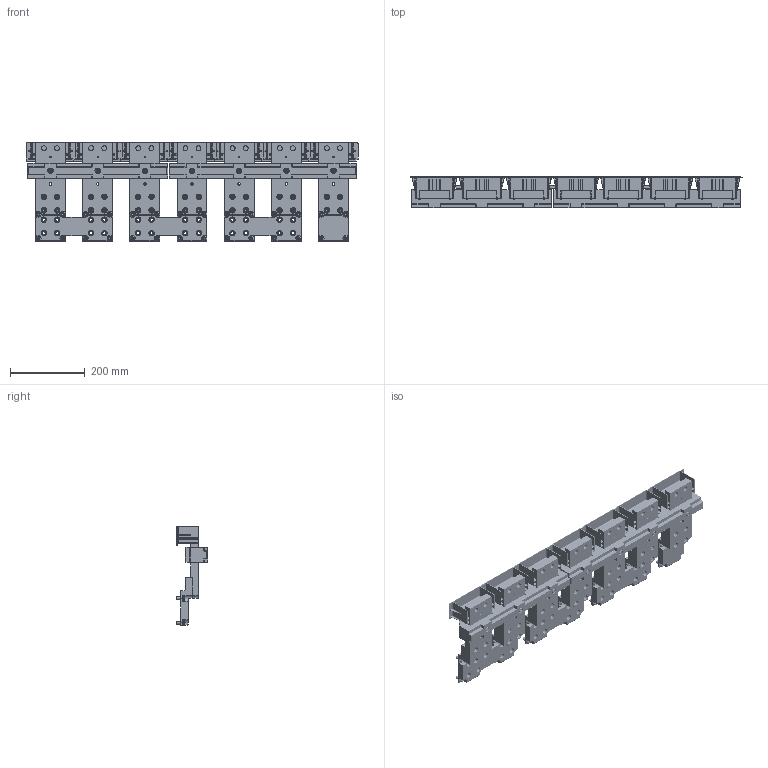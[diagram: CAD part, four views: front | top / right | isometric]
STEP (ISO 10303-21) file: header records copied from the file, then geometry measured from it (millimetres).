
FILE_DESCRIPTION(('CATIA V5 STEP Exchange'),'2;1');
FILE_NAME('1SDH001252R0340_1PA_001_02_E6.2_IV_W_TERMINALS_F_UPPER.stp','2014-11-21T09:00:41+00:00',('none'),('none'),'CATIA Version 5 Release 20 SP 6 (IN-10)','CATIA V5 STEP AP214','none');
FILE_SCHEMA(('AUTOMOTIVE_DESIGN { 1 0 10303 214 1 1 1 1 }'));
Products named in the file (1): 1SDH001252R0340_1PA_001_02_E6.2_IV_W_TERMINALS_F_UPPER
Bounding box: 887 x 83.4 x 264 mm (x, y, z)
Volume: 4995248 mm3; surface area: 1182039.7 mm2
Topology: 153 solids, 153 shells, 4256 faces, 10924 edges, 6879 vertices
Faces by surface type: plane 2033, cylinder 1719, sphere 336, cone 140, torus 28
Entity records: 125200 total; most frequent: CARTESIAN_POINT 28586, ORIENTED_EDGE 21232, DIRECTION 15877, EDGE_CURVE 10616, VERTEX_POINT 6879, AXIS2_PLACEMENT_3D 6878, VECTOR 5792, LINE 5792
